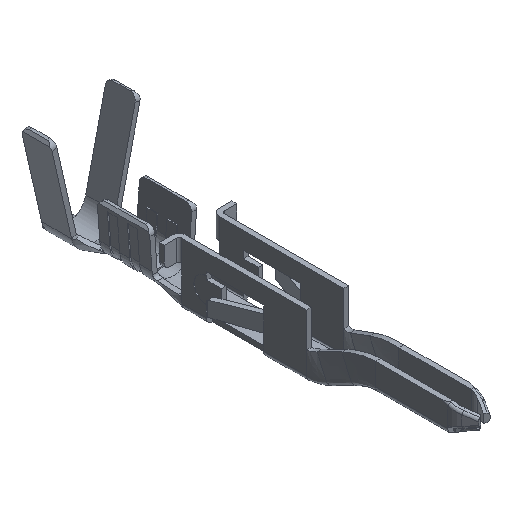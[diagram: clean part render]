
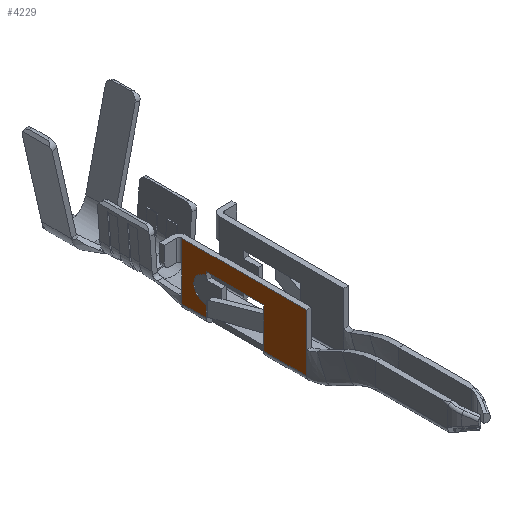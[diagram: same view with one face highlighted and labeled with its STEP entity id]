
A CAD part, isometric view. The second image highlights one B-rep face of the part: STEP entity #4229.
In plain terms, the highlighted planar face has unit normal (-1, 0, 0).
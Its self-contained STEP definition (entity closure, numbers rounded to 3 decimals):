
#167=PLANE('',#4526);
#306=CIRCLE('',#4527,0.5);
#371=LINE('',#6867,#768);
#454=LINE('',#7763,#851);
#458=LINE('',#7775,#855);
#461=LINE('',#7781,#858);
#505=LINE('',#7890,#902);
#555=LINE('',#8259,#952);
#556=LINE('',#8261,#953);
#566=LINE('',#8291,#963);
#567=LINE('',#8294,#964);
#568=LINE('',#8296,#965);
#569=LINE('',#8297,#966);
#570=LINE('',#8298,#967);
#571=LINE('',#8300,#968);
#572=LINE('',#8301,#969);
#768=VECTOR('',#4781,1000.);
#851=VECTOR('',#4934,1000.);
#855=VECTOR('',#4944,1000.);
#858=VECTOR('',#4949,1000.);
#902=VECTOR('',#5025,1000.);
#952=VECTOR('',#5149,1000.);
#953=VECTOR('',#5152,1000.);
#963=VECTOR('',#5170,1000.);
#964=VECTOR('',#5175,1000.);
#965=VECTOR('',#5176,1000.);
#966=VECTOR('',#5177,1000.);
#967=VECTOR('',#5178,1000.);
#968=VECTOR('',#5179,1000.);
#969=VECTOR('',#5180,1000.);
#1562=ORIENTED_EDGE('',*,*,#2801,.F.);
#1563=ORIENTED_EDGE('',*,*,#2652,.F.);
#1564=ORIENTED_EDGE('',*,*,#2802,.F.);
#1565=ORIENTED_EDGE('',*,*,#2803,.F.);
#1566=ORIENTED_EDGE('',*,*,#2804,.F.);
#1567=ORIENTED_EDGE('',*,*,#2655,.F.);
#1568=ORIENTED_EDGE('',*,*,#2805,.T.);
#1569=ORIENTED_EDGE('',*,*,#2806,.T.);
#1570=ORIENTED_EDGE('',*,*,#2786,.F.);
#1571=ORIENTED_EDGE('',*,*,#2800,.F.);
#1572=ORIENTED_EDGE('',*,*,#2807,.T.);
#1573=ORIENTED_EDGE('',*,*,#2787,.T.);
#1574=ORIENTED_EDGE('',*,*,#2496,.T.);
#1575=ORIENTED_EDGE('',*,*,#2706,.T.);
#1576=ORIENTED_EDGE('',*,*,#2646,.F.);
#2496=EDGE_CURVE('',#3151,#3152,#371,.F.);
#2646=EDGE_CURVE('',#3278,#3279,#454,.T.);
#2652=EDGE_CURVE('',#3283,#3284,#458,.T.);
#2655=EDGE_CURVE('',#3286,#3258,#461,.T.);
#2706=EDGE_CURVE('',#3152,#3279,#505,.T.);
#2786=EDGE_CURVE('',#3385,#3384,#555,.T.);
#2787=EDGE_CURVE('',#3386,#3151,#556,.F.);
#2800=EDGE_CURVE('',#3394,#3385,#566,.T.);
#2801=EDGE_CURVE('',#3284,#3278,#306,.T.);
#2802=EDGE_CURVE('',#3395,#3283,#567,.T.);
#2803=EDGE_CURVE('',#3260,#3395,#568,.T.);
#2804=EDGE_CURVE('',#3258,#3260,#569,.T.);
#2805=EDGE_CURVE('',#3286,#3396,#570,.T.);
#2806=EDGE_CURVE('',#3396,#3384,#571,.T.);
#2807=EDGE_CURVE('',#3394,#3386,#572,.T.);
#3151=VERTEX_POINT('',#6868);
#3152=VERTEX_POINT('',#6869);
#3258=VERTEX_POINT('',#7709);
#3260=VERTEX_POINT('',#7714);
#3278=VERTEX_POINT('',#7762);
#3279=VERTEX_POINT('',#7764);
#3283=VERTEX_POINT('',#7774);
#3284=VERTEX_POINT('',#7776);
#3286=VERTEX_POINT('',#7782);
#3384=VERTEX_POINT('',#8256);
#3385=VERTEX_POINT('',#8258);
#3386=VERTEX_POINT('',#8262);
#3394=VERTEX_POINT('',#8290);
#3395=VERTEX_POINT('',#8295);
#3396=VERTEX_POINT('',#8299);
#3729=EDGE_LOOP('',(#1562,#1563,#1564,#1565,#1566,#1567,#1568,#1569,#1570,
#1571,#1572,#1573,#1574,#1575,#1576));
#3969=FACE_BOUND('',#3729,.T.);
#4229=ADVANCED_FACE('',(#3969),#167,.T.);
#4526=AXIS2_PLACEMENT_3D('',#8292,#5171,#5172);
#4527=AXIS2_PLACEMENT_3D('',#8293,#5173,#5174);
#4781=DIRECTION('',(0.,0.,1.));
#4934=DIRECTION('',(0.,0.,-1.));
#4944=DIRECTION('',(0.,0.,-1.));
#4949=DIRECTION('',(0.,0.,1.));
#5025=DIRECTION('',(0.,-1.,0.));
#5149=DIRECTION('',(0.,0.,-1.));
#5152=DIRECTION('',(0.,0.,1.));
#5170=DIRECTION('',(0.,-1.,0.));
#5171=DIRECTION('',(-1.,0.,0.));
#5172=DIRECTION('',(0.,0.,1.));
#5173=DIRECTION('',(-1.,0.,0.));
#5174=DIRECTION('',(0.,-1.,0.));
#5175=DIRECTION('',(0.,1.,0.));
#5176=DIRECTION('',(0.,0.,1.));
#5177=DIRECTION('',(0.,0.,1.));
#5178=DIRECTION('',(0.,-1.,0.));
#5179=DIRECTION('',(0.,0.,1.));
#5180=DIRECTION('',(0.,0.,-1.));
#6867=CARTESIAN_POINT('',(-0.85,5.,0.25));
#6868=CARTESIAN_POINT('',(-0.85,5.,0.65));
#6869=CARTESIAN_POINT('',(-0.85,5.,0.25));
#7709=CARTESIAN_POINT('',(-0.85,1.72,0.873));
#7714=CARTESIAN_POINT('',(-0.85,1.72,1.548));
#7762=CARTESIAN_POINT('',(-0.85,4.02,0.71));
#7763=CARTESIAN_POINT('',(-0.85,4.02,1.86));
#7764=CARTESIAN_POINT('',(-0.85,4.02,0.25));
#7774=CARTESIAN_POINT('',(-0.85,4.02,1.86));
#7775=CARTESIAN_POINT('',(-0.85,4.02,1.86));
#7776=CARTESIAN_POINT('',(-0.85,4.02,1.71));
#7781=CARTESIAN_POINT('',(-0.85,1.72,0.));
#7782=CARTESIAN_POINT('',(-0.85,1.72,0.25));
#7890=CARTESIAN_POINT('',(-0.85,5.,0.25));
#8256=CARTESIAN_POINT('',(-0.85,0.,1.14));
#8258=CARTESIAN_POINT('',(-0.85,0.,2.54));
#8259=CARTESIAN_POINT('',(-0.85,0.,2.54));
#8261=CARTESIAN_POINT('',(-0.85,5.,0.25));
#8262=CARTESIAN_POINT('',(-0.85,5.,1.69));
#8290=CARTESIAN_POINT('',(-0.85,5.,2.54));
#8291=CARTESIAN_POINT('',(-0.85,5.,2.54));
#8292=CARTESIAN_POINT('',(-0.85,5.,2.54));
#8293=CARTESIAN_POINT('',(-0.85,4.02,1.21));
#8294=CARTESIAN_POINT('',(-0.85,1.72,1.86));
#8295=CARTESIAN_POINT('',(-0.85,1.72,1.86));
#8296=CARTESIAN_POINT('',(-0.85,1.72,0.));
#8297=CARTESIAN_POINT('',(-0.85,1.72,0.));
#8298=CARTESIAN_POINT('',(-0.85,5.,0.25));
#8299=CARTESIAN_POINT('',(-0.85,0.,0.25));
#8300=CARTESIAN_POINT('',(-0.85,0.,1.14));
#8301=CARTESIAN_POINT('',(-0.85,5.,2.54));
